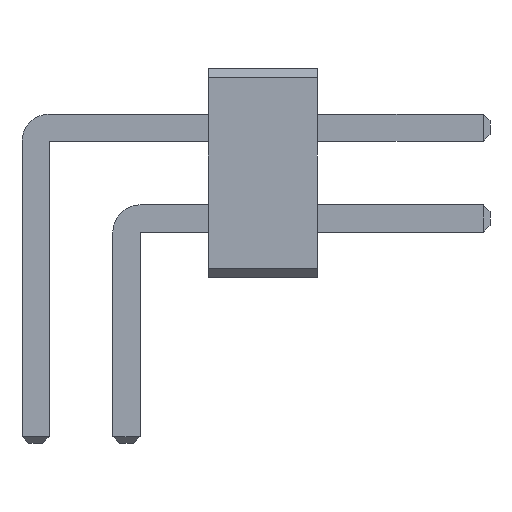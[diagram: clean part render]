
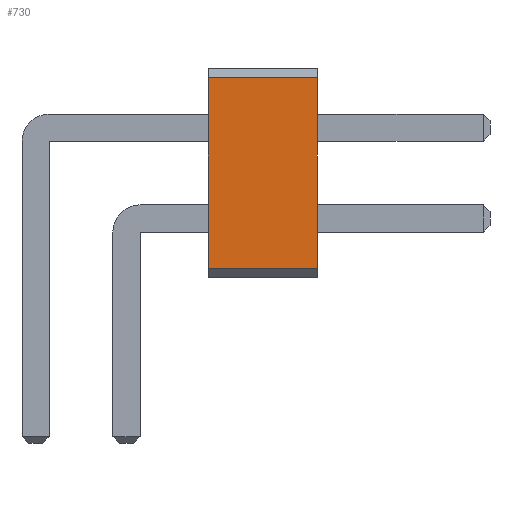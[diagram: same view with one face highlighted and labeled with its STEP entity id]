
A CAD part, front view. The second image highlights one B-rep face of the part: STEP entity #730.
In plain terms, the highlighted planar face has unit normal (0, -1, 0).
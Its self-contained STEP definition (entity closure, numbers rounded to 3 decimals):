
#13=DIRECTION('',(0.,0.,1.));
#27=VECTOR('',#28,1.);
#28=DIRECTION('',(1.,0.,0.));
#57=DIRECTION('',(0.,-1.,0.));
#717=VERTEX_POINT('',#718);
#718=CARTESIAN_POINT('',(3.1,-11.5,0.1));
#721=EDGE_CURVE('',#722,#717,#724,.T.);
#722=VERTEX_POINT('',#723);
#723=CARTESIAN_POINT('',(1.9,-11.5,0.1));
#724=LINE('',#723,#27);
#730=ADVANCED_FACE('',(#731),#748,.T.);
#731=FACE_BOUND('',#732,.T.);
#732=EDGE_LOOP('',(#733,#734,#740,#745));
#733=ORIENTED_EDGE('',*,*,#721,.T.);
#734=ORIENTED_EDGE('',*,*,#735,.T.);
#735=EDGE_CURVE('',#717,#736,#738,.T.);
#736=VERTEX_POINT('',#737);
#737=CARTESIAN_POINT('',(3.1,-11.5,2.2));
#738=LINE('',#718,#739);
#739=VECTOR('',#13,1.);
#740=ORIENTED_EDGE('',*,*,#741,.F.);
#741=EDGE_CURVE('',#742,#736,#744,.T.);
#742=VERTEX_POINT('',#743);
#743=CARTESIAN_POINT('',(1.9,-11.5,2.2));
#744=LINE('',#743,#27);
#745=ORIENTED_EDGE('',*,*,#746,.F.);
#746=EDGE_CURVE('',#722,#742,#747,.T.);
#747=LINE('',#723,#739);
#748=PLANE('',#749);
#749=AXIS2_PLACEMENT_3D('',#723,#57,#13);
